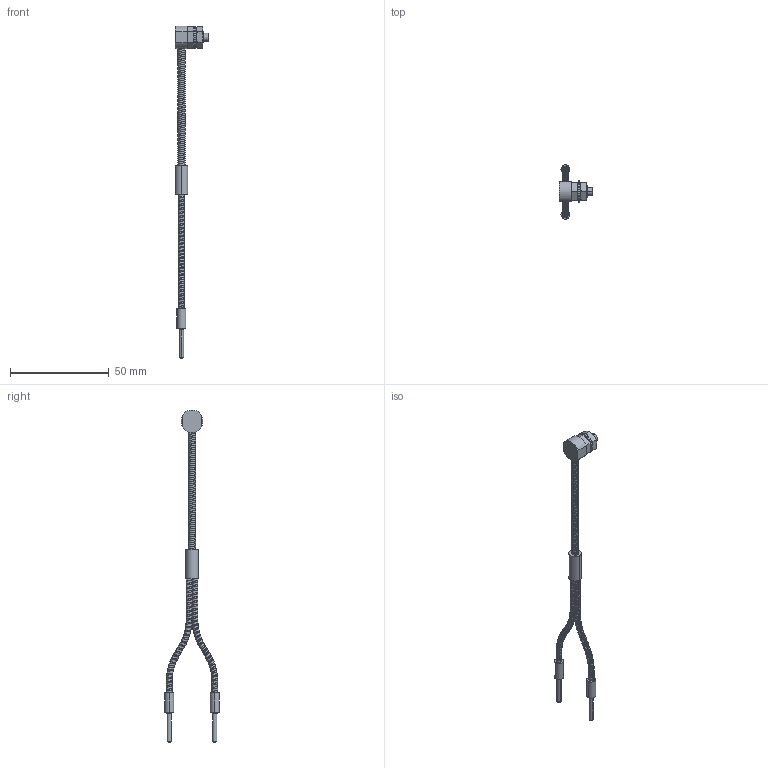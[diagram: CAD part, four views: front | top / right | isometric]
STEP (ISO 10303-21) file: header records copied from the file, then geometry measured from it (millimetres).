
FILE_DESCRIPTION((''),'2;1');
FILE_NAME('184511_ASM','2015-07-09T',('pdmadmin'),(''),'PRO/ENGINEER BY PARAMETRIC TECHNOLOGY CORPORATION, 2013230','PRO/ENGINEER BY PARAMETRIC TECHNOLOGY CORPORATION, 2013230','');
FILE_SCHEMA(('CONFIG_CONTROL_DESIGN'));
Length unit declared in the file: millimetre
Products named in the file (4): 93946_AF0; 30920; 30921; 184511_ASM
Assembly tree (4 placements, depth 2):
  184511_ASM
    93946_AF0
    30920
    30921  x2
Bounding box: 17.25 x 27.6 x 168.45 mm (x, y, z)
Volume: 3416.9 mm3; surface area: 4672.4 mm2
Topology: 4 solids, 8 shells, 370 faces, 1033 edges, 687 vertices
Faces by surface type: cylinder 178, bspline 65, plane 56, torus 56, cone 14, extrusion 1
Entity records: 41256 total; most frequent: CARTESIAN_POINT 33054, ORIENTED_EDGE 1962, DIRECTION 1249, EDGE_CURVE 995, VERTEX_POINT 663, B_SPLINE_CURVE_WITH_KNOTS 527, AXIS2_PLACEMENT_3D 479, EDGE_LOOP 372
